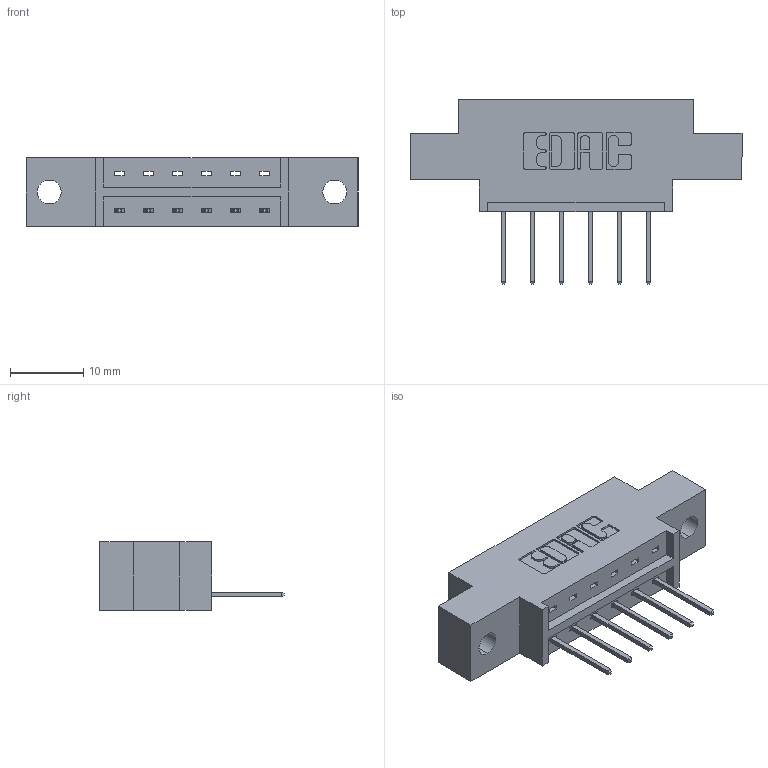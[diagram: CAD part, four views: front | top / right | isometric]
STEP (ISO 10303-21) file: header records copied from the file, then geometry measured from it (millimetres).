
FILE_DESCRIPTION (( 'STEP AP203' ), '1' );
FILE_NAME ('333-006-523-602.STEP', '2018-07-31T21:13:19', ( '' ), ( '' ), 'SwSTEP 2.0', 'SolidWorks 2016', '' );
FILE_SCHEMA (( 'CONFIG_CONTROL_DESIGN' ));
Length unit declared in the file: inch
Products named in the file (3): 333 Part_Offset - .128 Dia; 345-292-001_345-293-123; 333-006-523-602
Assembly tree (7 placements, depth 2):
  333-006-523-602
    333 Part_Offset - .128 Dia
    345-292-001_345-293-123  x6
Bounding box: 45.31 x 25.15 x 9.4 mm (x, y, z)
Volume: 3983.4 mm3; surface area: 4006.2 mm2
Topology: 7 solids, 7 shells, 466 faces, 1379 edges, 910 vertices
Faces by surface type: plane 326, cylinder 140
Entity records: 8477 total; most frequent: CARTESIAN_POINT 1476, ORIENTED_EDGE 1418, DIRECTION 1317, EDGE_CURVE 709, VECTOR 581, LINE 581, VERTEX_POINT 470, AXIS2_PLACEMENT_3D 368
